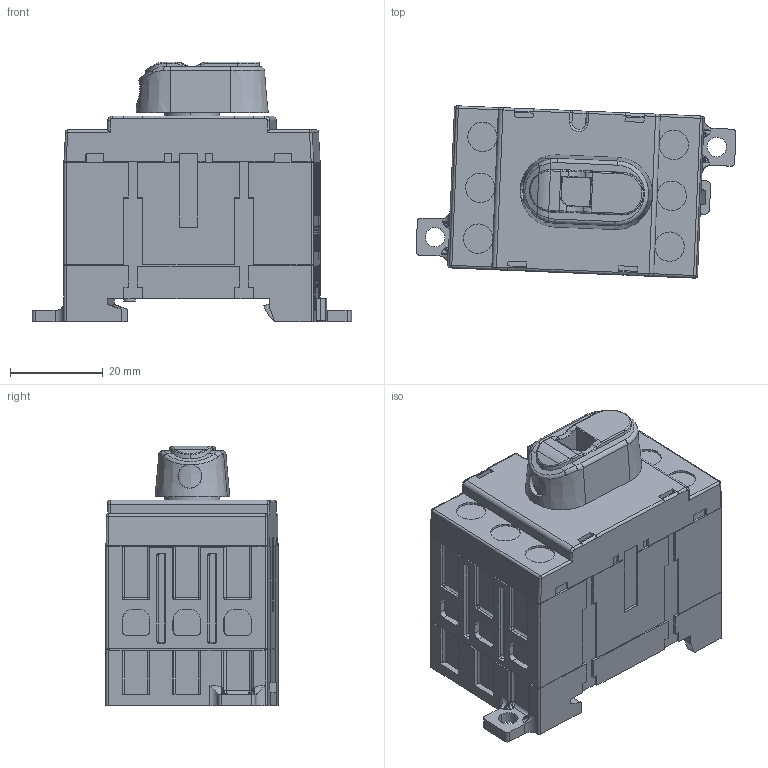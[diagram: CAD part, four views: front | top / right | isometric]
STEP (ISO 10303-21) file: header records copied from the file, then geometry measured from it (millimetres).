
FILE_DESCRIPTION((''),'2;1');
FILE_NAME('OT16-40F3_B50_IGS','2018-07-16T',('FIALBJO'),(''),'CREO PARAMETRIC BY PTC INC, 2017480','CREO PARAMETRIC BY PTC INC, 2017480','');
FILE_SCHEMA(('AUTOMOTIVE_DESIGN { 1 0 10303 214 1 1 1 1 }'));
Length unit declared in the file: millimetre
Products named in the file (1): OT16-40F3_B50_IGS
Bounding box: 69.13 x 37.18 x 56.15 mm (x, y, z)
Volume: 76694.2 mm3; surface area: 15571 mm2
Topology: 1 solids, 2 shells, 809 faces, 2209 edges, 1402 vertices
Faces by surface type: plane 475, cylinder 212, bspline 86, sphere 18, torus 10, cone 7, extrusion 1
Entity records: 31890 total; most frequent: CARTESIAN_POINT 11725, ORIENTED_EDGE 4366, DIRECTION 3799, EDGE_CURVE 2183, VECTOR 1497, LINE 1496, VERTEX_POINT 1402, AXIS2_PLACEMENT_3D 1151
